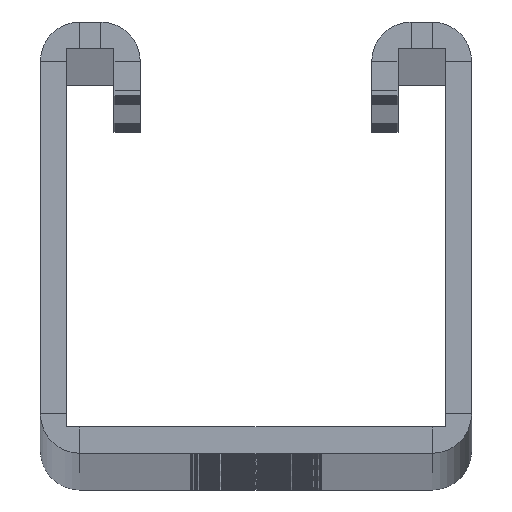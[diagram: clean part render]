
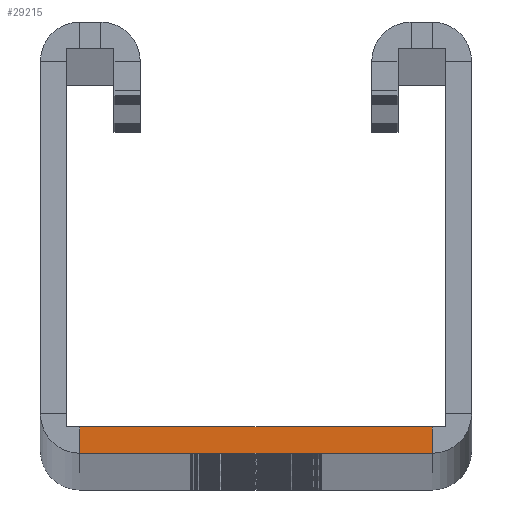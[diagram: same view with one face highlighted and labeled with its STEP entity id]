
A CAD part, top view. The second image highlights one B-rep face of the part: STEP entity #29215.
In plain terms, the highlighted planar face has unit normal (0, 0, 1).
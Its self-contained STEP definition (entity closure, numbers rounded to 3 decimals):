
#1838 = CARTESIAN_POINT ( 'NONE',  ( -16.75, 2.5, 0. ) ) ;
#2908 = DIRECTION ( 'NONE',  ( 0., 0., 1. ) ) ;
#3620 = VERTEX_POINT ( 'NONE', #6539 ) ;
#6183 = CARTESIAN_POINT ( 'NONE',  ( -16.75, 0., 0. ) ) ;
#6539 = CARTESIAN_POINT ( 'NONE',  ( 16.75, 0., 0. ) ) ;
#9106 = VERTEX_POINT ( 'NONE', #6183 ) ;
#9929 = EDGE_CURVE ( 'NONE', #50519, #9106, #52722, .T. ) ;
#10482 = AXIS2_PLACEMENT_3D ( 'NONE', #24709, #2908, #46665 ) ;
#10741 = EDGE_CURVE ( 'NONE', #3620, #9106, #66339, .T. ) ;
#14233 = DIRECTION ( 'NONE',  ( -1., 0., 0. ) ) ;
#19609 = ORIENTED_EDGE ( 'NONE', *, *, #48090, .F. ) ;
#23334 = VECTOR ( 'NONE', #49648, 1000. ) ;
#24439 = VECTOR ( 'NONE', #32740, 1000. ) ;
#24709 = CARTESIAN_POINT ( 'NONE',  ( -14.75, 37.25, 0. ) ) ;
#25706 = CARTESIAN_POINT ( 'NONE',  ( -16.75, 2.5, 0. ) ) ;
#27655 = EDGE_CURVE ( 'NONE', #49094, #50519, #43852, .T. ) ;
#29215 = ADVANCED_FACE ( 'NONE', ( #60690 ), #34707, .T. ) ;
#32004 = EDGE_LOOP ( 'NONE', ( #37983, #32212, #52505, #19609 ) ) ;
#32212 = ORIENTED_EDGE ( 'NONE', *, *, #9929, .T. ) ;
#32740 = DIRECTION ( 'NONE',  ( -1., 0., 0. ) ) ;
#34707 = PLANE ( 'NONE',  #10482 ) ;
#36190 = DIRECTION ( 'NONE',  ( 0., -1., 0. ) ) ;
#37983 = ORIENTED_EDGE ( 'NONE', *, *, #27655, .T. ) ;
#42995 = CARTESIAN_POINT ( 'NONE',  ( 0., 0., 0. ) ) ;
#43852 = LINE ( 'NONE', #63214, #64393 ) ;
#46665 = DIRECTION ( 'NONE',  ( 1., 0., 0. ) ) ;
#48090 = EDGE_CURVE ( 'NONE', #49094, #3620, #68664, .T. ) ;
#49094 = VERTEX_POINT ( 'NONE', #63354 ) ;
#49648 = DIRECTION ( 'NONE',  ( 0., -1., 0. ) ) ;
#50519 = VERTEX_POINT ( 'NONE', #1838 ) ;
#52505 = ORIENTED_EDGE ( 'NONE', *, *, #10741, .F. ) ;
#52722 = LINE ( 'NONE', #25706, #65504 ) ;
#54927 = CARTESIAN_POINT ( 'NONE',  ( 16.75, 2.5, 0. ) ) ;
#60690 = FACE_OUTER_BOUND ( 'NONE', #32004, .T. ) ;
#63214 = CARTESIAN_POINT ( 'NONE',  ( 0., 2.5, 0. ) ) ;
#63354 = CARTESIAN_POINT ( 'NONE',  ( 16.75, 2.5, 0. ) ) ;
#64393 = VECTOR ( 'NONE', #14233, 1000. ) ;
#65504 = VECTOR ( 'NONE', #36190, 1000. ) ;
#66339 = LINE ( 'NONE', #42995, #24439 ) ;
#68664 = LINE ( 'NONE', #54927, #23334 ) ;
